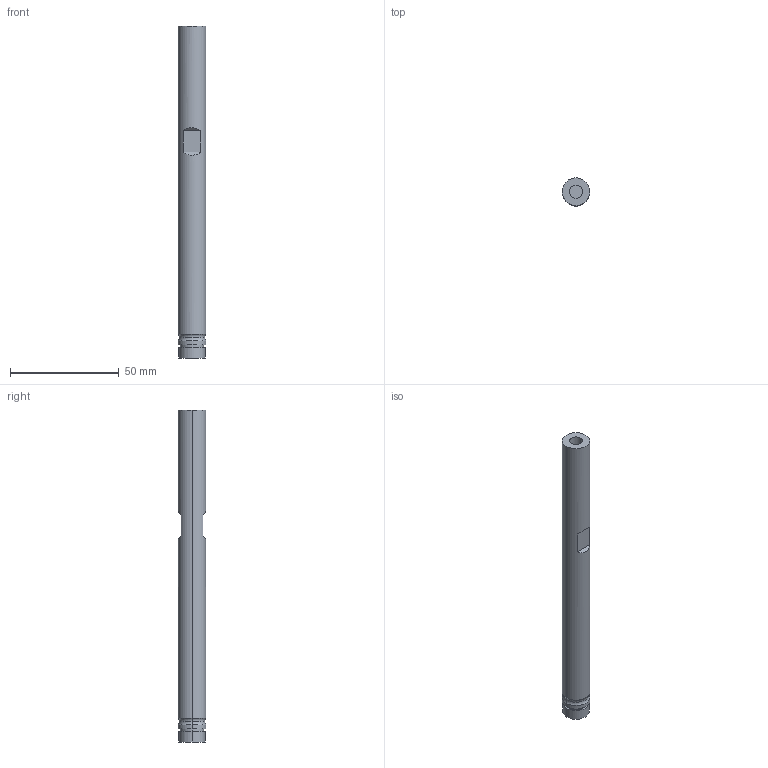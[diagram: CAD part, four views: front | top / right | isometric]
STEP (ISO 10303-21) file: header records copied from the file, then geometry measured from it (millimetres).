
FILE_DESCRIPTION (( 'STEP AP203' ), '1' );
FILE_NAME ('STP-06034.STEP', '2017-02-10T05:15:17', ( 'user' ), ( '' ), 'SwSTEP 2.0', 'SolidWorks 2015', '' );
FILE_SCHEMA (( 'CONFIG_CONTROL_DESIGN' ));
Length unit declared in the file: millimetre
Products named in the file (1): STP-06034
Bounding box: 12.7 x 12.7 x 152.4 mm (x, y, z)
Volume: 18316.8 mm3; surface area: 6817.8 mm2
Topology: 1 solids, 1 shells, 28 faces, 54 edges, 34 vertices
Faces by surface type: cylinder 12, plane 12, torus 4
Entity records: 797 total; most frequent: DIRECTION 138, CARTESIAN_POINT 129, ORIENTED_EDGE 108, AXIS2_PLACEMENT_3D 59, EDGE_CURVE 54, VERTEX_POINT 34, EDGE_LOOP 34, CIRCLE 30
